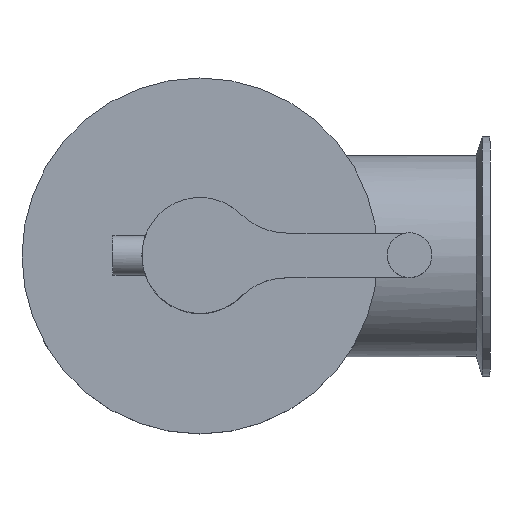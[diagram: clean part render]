
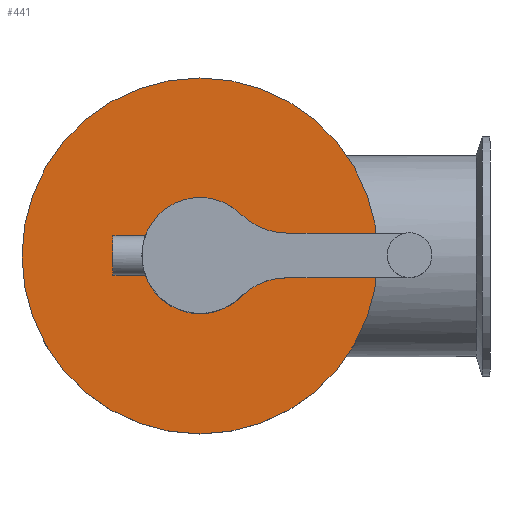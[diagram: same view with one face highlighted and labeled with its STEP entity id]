
A CAD part, top view. The second image highlights one B-rep face of the part: STEP entity #441.
In plain terms, the highlighted planar face has unit normal (0, 0, 1).
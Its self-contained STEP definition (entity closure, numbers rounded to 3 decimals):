
#102=FACE_OUTER_BOUND('',#136,.T.);
#136=EDGE_LOOP('',(#308));
#174=CIRCLE('',#498,67.5);
#203=VERTEX_POINT('',#714);
#244=EDGE_CURVE('',#203,#203,#174,.T.);
#308=ORIENTED_EDGE('',*,*,#244,.F.);
#425=PLANE('',#499);
#441=ADVANCED_FACE('',(#102),#425,.T.);
#498=AXIS2_PLACEMENT_3D('',#716,#567,#568);
#499=AXIS2_PLACEMENT_3D('',#717,#569,#570);
#567=DIRECTION('center_axis',(0.,0.,-1.));
#568=DIRECTION('ref_axis',(1.,0.,0.));
#569=DIRECTION('center_axis',(0.,0.,1.));
#570=DIRECTION('ref_axis',(1.,0.,0.));
#714=CARTESIAN_POINT('',(67.5,0.,58.4));
#716=CARTESIAN_POINT('Origin',(0.,0.,58.4));
#717=CARTESIAN_POINT('Origin',(-17.5,0.,58.4));
